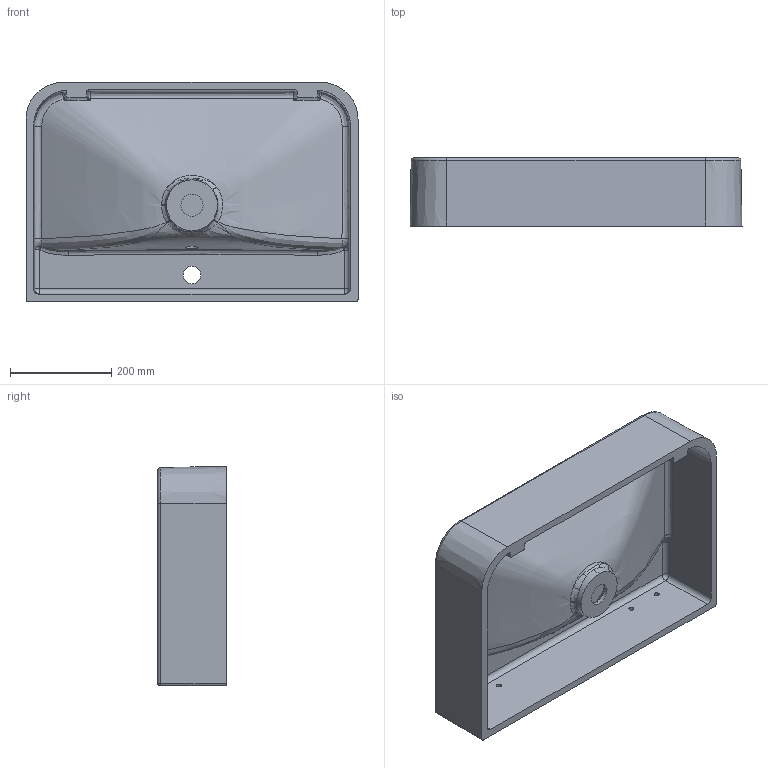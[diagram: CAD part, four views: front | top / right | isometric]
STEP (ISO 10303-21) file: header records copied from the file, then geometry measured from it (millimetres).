
FILE_DESCRIPTION (( 'STEP AP214' ), '1' );
FILE_NAME ('Chamonix.STEP', '2021-03-23T09:03:41', ( '' ), ( '' ), 'SwSTEP 2.0', 'SolidWorks 2020', '' );
FILE_SCHEMA (( 'AUTOMOTIVE_DESIGN' ));
Length unit declared in the file: millimetre
Products named in the file (1): Chamonix
Bounding box: 654.71 x 135 x 432.36 mm (x, y, z)
Volume: 7536205.6 mm3; surface area: 1183613.9 mm2
Topology: 2 solids, 2 shells, 256 faces, 631 edges, 360 vertices
Faces by surface type: bspline 116, cylinder 56, plane 34, torus 24, sphere 14, cone 12
Entity records: 33726 total; most frequent: CARTESIAN_POINT 28590, ORIENTED_EDGE 1218, DIRECTION 870, EDGE_CURVE 609, AXIS2_PLACEMENT_3D 374, VERTEX_POINT 358, EDGE_LOOP 271, FACE_OUTER_BOUND 256
